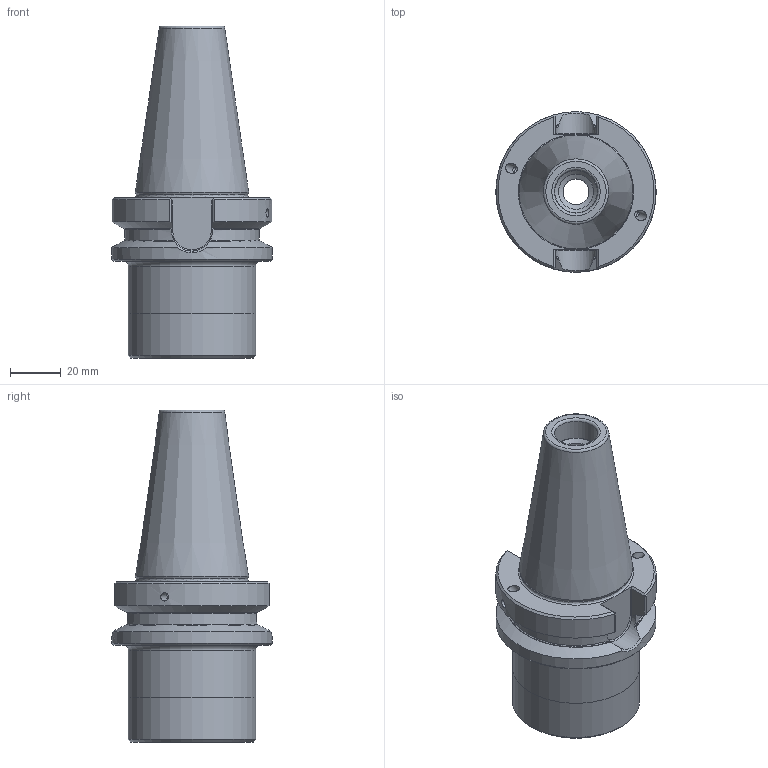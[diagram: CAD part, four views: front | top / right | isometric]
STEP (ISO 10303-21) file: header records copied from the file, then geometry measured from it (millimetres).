
FILE_DESCRIPTION(/* description */ (''),/* implementation_level */ '2;1');
FILE_NAME(/* name */ '214014043.stp',/* time_stamp */ '2021-01-08T12:37:14',/* author */ ('LRA'),/* organization */ ('REGO-FIX'),/* preprocessor_version */ ' Unknown',/* originating_system */ 'SIEMENS PLM Software Solid Edge ST10',/* authorization */ 'Unknown');
FILE_SCHEMA (('AUTOMOTIVE_DESIGN { 1 0 10303 214 2 1 1}'));
Length unit declared in the file: millimetre
Products named in the file (1): NOCUT
Bounding box: 63 x 63 x 130.4 mm (x, y, z)
Volume: 147813.5 mm3; surface area: 32845.4 mm2
Topology: 1 solids, 1 shells, 91 faces, 248 edges, 157 vertices
Faces by surface type: plane 36, cylinder 26, cone 16, torus 11, bspline 2
Full cylindrical faces by diameter (mm): 3.242 x4, 3.9 x2, 10.106 x1, 13.835 x2, 17 x1, 30.5 x1, 50 x2, 63 x1
Entity records: 3478 total; most frequent: CARTESIAN_POINT 789, DIRECTION 404, ORIENTED_EDGE 398, EDGE_CURVE 199, AXIS2_PLACEMENT_3D 170, VERTEX_POINT 141, FACE_BOUND 132, EDGE_LOOP 130
